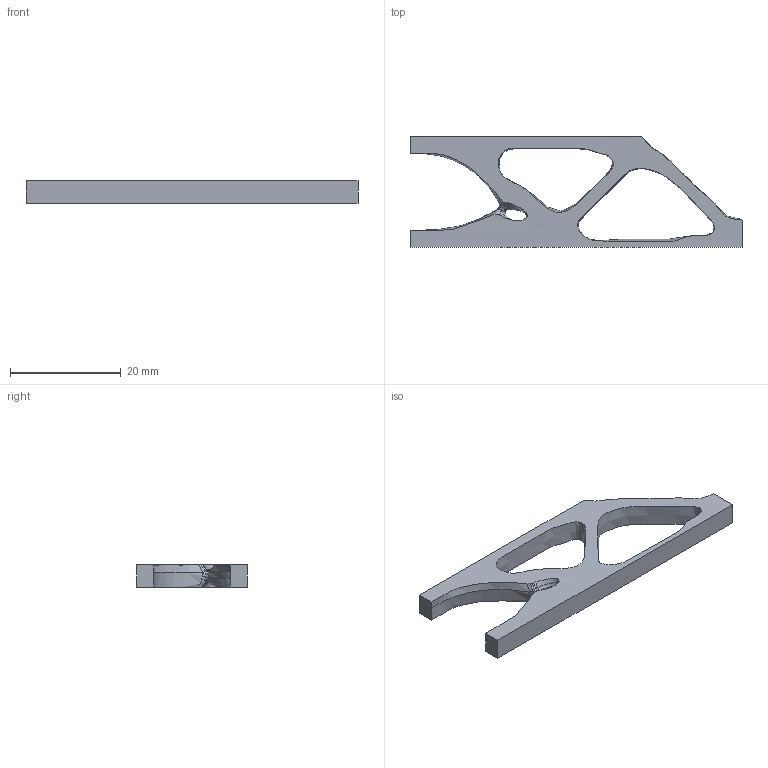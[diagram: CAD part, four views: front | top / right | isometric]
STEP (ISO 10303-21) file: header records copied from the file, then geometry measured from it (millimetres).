
FILE_DESCRIPTION(('PERMAS CAD Model'),'2;1');
FILE_NAME('PERMAS CAD Model','2020-11-03T16:18:06',('Author'),('PERMAS'),'PERMAS STEP Writer','PERMAS','Unknown');
FILE_SCHEMA(('AUTOMOTIVE_DESIGN { 1 0 10303 214 1 1 1 1 }'));
Length unit declared in the file: millimetre
Products named in the file (1): PERMAS STEP Writer
Bounding box: 60 x 20 x 4.05 mm (x, y, z)
Surface area: 2148.5 mm2 (no closed solid volume)
Topology: 0 solids, 1 shells, 39 faces, 96 edges, 57 vertices
Faces by surface type: bspline 32, plane 7
Entity records: 2919 total; most frequent: CARTESIAN_POINT 2404, ORIENTED_EDGE 192, EDGE_CURVE 96, VERTEX_POINT 57, EDGE_LOOP 43, FACE_OUTER_BOUND 39, ADVANCED_FACE 39, DIRECTION 16
